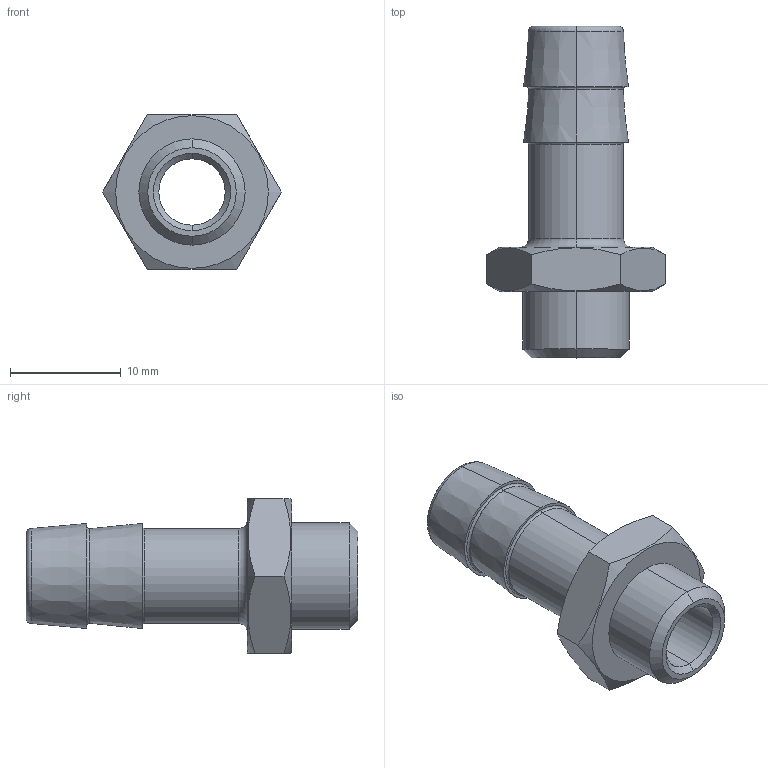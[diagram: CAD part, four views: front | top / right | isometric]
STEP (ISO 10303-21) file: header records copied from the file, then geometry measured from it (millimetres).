
FILE_DESCRIPTION (( 'STEP AP203' ), '1' );
FILE_NAME ('052000B1.STEP', '2010-09-13T13:01:48', ( 'Flavio' ), ( '' ), 'SwSTEP 2.0', 'SolidWorks 2009', '' );
FILE_SCHEMA (( 'CONFIG_CONTROL_DESIGN' ));
Length unit declared in the file: millimetre
Products named in the file (1): 052000B1
Bounding box: 16.17 x 30 x 14 mm (x, y, z)
Volume: 1466.9 mm3; surface area: 1744.6 mm2
Topology: 1 solids, 1 shells, 40 faces, 88 edges, 54 vertices
Faces by surface type: cone 12, plane 12, torus 10, cylinder 6
Entity records: 1285 total; most frequent: CARTESIAN_POINT 311, DIRECTION 202, ORIENTED_EDGE 176, AXIS2_PLACEMENT_3D 89, EDGE_CURVE 88, VERTEX_POINT 54, CIRCLE 48, EDGE_LOOP 46
